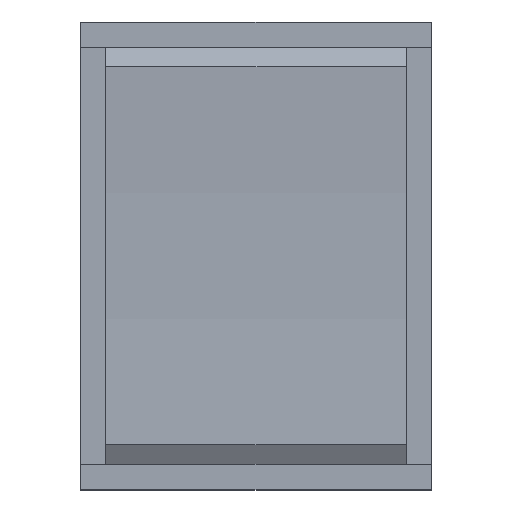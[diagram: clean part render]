
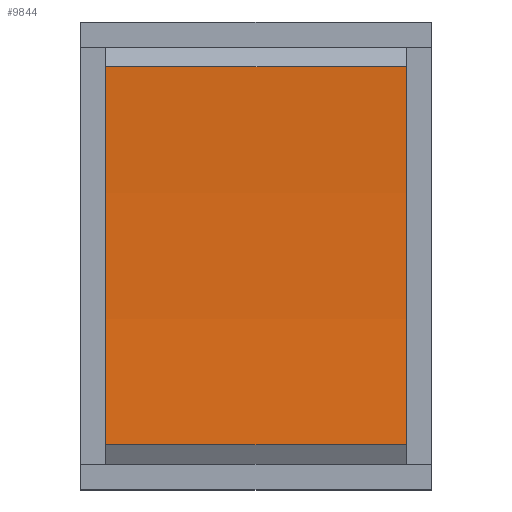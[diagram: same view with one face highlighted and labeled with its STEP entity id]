
A CAD part, top view. The second image highlights one B-rep face of the part: STEP entity #9844.
In plain terms, the highlighted cylindrical face has radius 156.967 mm (diameter 313.933 mm), a partial arc.
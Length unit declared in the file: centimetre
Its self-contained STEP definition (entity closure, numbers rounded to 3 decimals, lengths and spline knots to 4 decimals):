
#1676=LINE('',#16680,#2755);
#1679=LINE('',#16686,#2758);
#2755=VECTOR('',#12938,1.);
#2758=VECTOR('',#12943,1.);
#2837=CYLINDRICAL_SURFACE('',#10545,15.6967);
#3331=FACE_OUTER_BOUND('',#3883,.T.);
#3883=EDGE_LOOP('',(#9216,#9217,#9218,#9219));
#4131=CIRCLE('',#10546,15.6967);
#4132=CIRCLE('',#10547,15.6967);
#5054=VERTEX_POINT('',#16673);
#5057=VERTEX_POINT('',#16678);
#5058=VERTEX_POINT('',#16682);
#5059=VERTEX_POINT('',#16684);
#6453=EDGE_CURVE('',#5057,#5054,#1676,.T.);
#6456=EDGE_CURVE('',#5059,#5058,#1679,.T.);
#6457=EDGE_CURVE('',#5054,#5059,#4131,.T.);
#6458=EDGE_CURVE('',#5058,#5057,#4132,.T.);
#9216=ORIENTED_EDGE('',*,*,#6457,.F.);
#9217=ORIENTED_EDGE('',*,*,#6453,.F.);
#9218=ORIENTED_EDGE('',*,*,#6458,.F.);
#9219=ORIENTED_EDGE('',*,*,#6456,.F.);
#9844=ADVANCED_FACE('',(#3331),#2837,.F.);
#10545=AXIS2_PLACEMENT_3D('',#16687,#12944,#12945);
#10546=AXIS2_PLACEMENT_3D('',#16688,#12946,#12947);
#10547=AXIS2_PLACEMENT_3D('',#16689,#12948,#12949);
#12938=DIRECTION('',(1.,0.,0.));
#12943=DIRECTION('',(-1.,0.,0.));
#12944=DIRECTION('center_axis',(1.,0.,0.));
#12945=DIRECTION('ref_axis',(0.,0.062,-0.998));
#12946=DIRECTION('center_axis',(-1.,0.,0.));
#12947=DIRECTION('ref_axis',(0.,0.062,-0.998));
#12948=DIRECTION('center_axis',(1.,0.,0.));
#12949=DIRECTION('ref_axis',(0.,0.062,-0.998));
#16673=CARTESIAN_POINT('',(0.77,0.97,3.325));
#16678=CARTESIAN_POINT('',(-0.77,0.97,3.325));
#16680=CARTESIAN_POINT('',(-0.385,0.97,3.325));
#16682=CARTESIAN_POINT('',(-0.77,-0.97,3.325));
#16684=CARTESIAN_POINT('',(0.77,-0.97,3.325));
#16686=CARTESIAN_POINT('',(0.385,-0.97,3.325));
#16687=CARTESIAN_POINT('Origin',(-0.77,0.,18.9917));
#16688=CARTESIAN_POINT('Origin',(0.77,0.,18.9917));
#16689=CARTESIAN_POINT('Origin',(-0.77,0.,18.9917));
